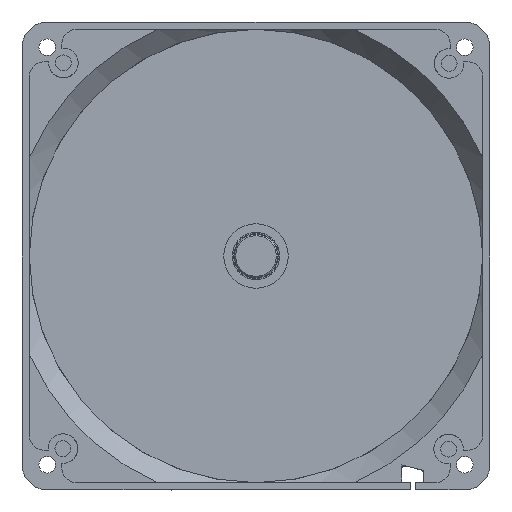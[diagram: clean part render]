
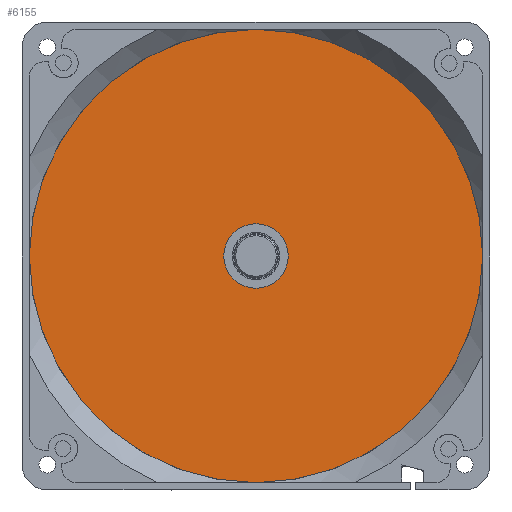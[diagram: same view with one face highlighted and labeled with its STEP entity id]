
A CAD part, front view. The second image highlights one B-rep face of the part: STEP entity #6155.
In plain terms, the highlighted planar face has unit normal (0, -1, 0).
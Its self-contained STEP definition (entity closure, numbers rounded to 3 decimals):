
#64=DIRECTION('',(0.,0.,1.));
#65=VECTOR('',#64,43.836);
#66=CARTESIAN_POINT('',(-61.5,0.3,-21.918));
#67=LINE('',#66,#65);
#116=DIRECTION('',(0.,0.,-1.));
#117=VECTOR('',#116,43.836);
#118=CARTESIAN_POINT('',(61.5,0.3,21.918));
#119=LINE('',#118,#117);
#168=CARTESIAN_POINT('',(0.,0.3,0.));
#169=DIRECTION('',(0.,1.,0.));
#170=DIRECTION('',(0.814,0.,0.58));
#171=AXIS2_PLACEMENT_3D('',#168,#169,#170);
#178=CARTESIAN_POINT('',(60.,0.3,0.));
#179=DIRECTION('',(0.,1.,0.));
#180=DIRECTION('',(-0.179,0.,0.984));
#181=AXIS2_PLACEMENT_3D('',#178,#179,#180);
#202=CARTESIAN_POINT('',(0.,0.3,0.));
#203=DIRECTION('',(0.,1.,0.));
#204=DIRECTION('',(0.727,0.,0.686));
#205=AXIS2_PLACEMENT_3D('',#202,#203,#204);
#212=CARTESIAN_POINT('',(60.,0.3,0.));
#213=DIRECTION('',(0.,1.,0.));
#214=DIRECTION('',(-0.27,0.,0.963));
#215=AXIS2_PLACEMENT_3D('',#212,#213,#214);
#224=CARTESIAN_POINT('',(0.,0.3,0.));
#225=DIRECTION('',(0.,1.,0.));
#226=DIRECTION('',(0.336,0.,0.942));
#227=AXIS2_PLACEMENT_3D('',#224,#225,#226);
#242=DIRECTION('',(1.,0.,0.));
#243=VECTOR('',#242,43.836);
#244=CARTESIAN_POINT('',(-21.918,0.3,61.5));
#245=LINE('',#244,#243);
#294=CARTESIAN_POINT('',(0.,0.3,0.));
#295=DIRECTION('',(0.,1.,0.));
#296=DIRECTION('',(-0.58,0.,0.814));
#297=AXIS2_PLACEMENT_3D('',#294,#295,#296);
#304=CARTESIAN_POINT('',(0.,0.3,60.));
#305=DIRECTION('',(0.,1.,0.));
#306=DIRECTION('',(-0.984,0.,-0.179));
#307=AXIS2_PLACEMENT_3D('',#304,#305,#306);
#328=CARTESIAN_POINT('',(0.,0.3,0.));
#329=DIRECTION('',(0.,1.,0.));
#330=DIRECTION('',(-0.686,0.,0.727));
#331=AXIS2_PLACEMENT_3D('',#328,#329,#330);
#338=CARTESIAN_POINT('',(0.,0.3,60.));
#339=DIRECTION('',(0.,1.,0.));
#340=DIRECTION('',(-0.963,0.,-0.27));
#341=AXIS2_PLACEMENT_3D('',#338,#339,#340);
#350=CARTESIAN_POINT('',(0.,0.3,0.));
#351=DIRECTION('',(0.,1.,0.));
#352=DIRECTION('',(-0.942,0.,0.336));
#353=AXIS2_PLACEMENT_3D('',#350,#351,#352);
#392=CARTESIAN_POINT('',(0.,0.3,0.));
#393=DIRECTION('',(0.,1.,0.));
#394=DIRECTION('',(-0.727,0.,-0.686));
#395=AXIS2_PLACEMENT_3D('',#392,#393,#394);
#402=CARTESIAN_POINT('',(-60.,0.3,0.));
#403=DIRECTION('',(0.,1.,0.));
#404=DIRECTION('',(0.27,0.,-0.963));
#405=AXIS2_PLACEMENT_3D('',#402,#403,#404);
#414=CARTESIAN_POINT('',(0.,0.3,0.));
#415=DIRECTION('',(0.,1.,0.));
#416=DIRECTION('',(-0.336,0.,-0.942));
#417=AXIS2_PLACEMENT_3D('',#414,#415,#416);
#432=DIRECTION('',(-1.,0.,0.));
#433=VECTOR('',#432,43.836);
#434=CARTESIAN_POINT('',(21.918,0.3,-61.5));
#435=LINE('',#434,#433);
#484=CARTESIAN_POINT('',(0.,0.3,0.));
#485=DIRECTION('',(0.,1.,0.));
#486=DIRECTION('',(0.566,0.,-0.824));
#487=AXIS2_PLACEMENT_3D('',#484,#485,#486);
#494=CARTESIAN_POINT('',(0.,0.3,-60.));
#495=DIRECTION('',(0.,1.,0.));
#496=DIRECTION('',(0.986,0.,0.166));
#497=AXIS2_PLACEMENT_3D('',#494,#495,#496);
#518=CARTESIAN_POINT('',(0.,0.3,0.));
#519=DIRECTION('',(0.,1.,0.));
#520=DIRECTION('',(0.698,0.,-0.717));
#521=AXIS2_PLACEMENT_3D('',#518,#519,#520);
#528=CARTESIAN_POINT('',(0.,0.3,-60.));
#529=DIRECTION('',(0.,1.,0.));
#530=DIRECTION('',(0.96,0.,0.279));
#531=AXIS2_PLACEMENT_3D('',#528,#529,#530);
#540=CARTESIAN_POINT('',(0.,0.3,0.));
#541=DIRECTION('',(0.,1.,0.));
#542=DIRECTION('',(0.942,0.,-0.336));
#543=AXIS2_PLACEMENT_3D('',#540,#541,#542);
#4202=CARTESIAN_POINT('',(-60.,0.3,0.));
#4203=DIRECTION('',(0.,1.,0.));
#4204=DIRECTION('',(0.179,0.,-0.984));
#4205=AXIS2_PLACEMENT_3D('',#4202,#4203,#4204);
#4226=CARTESIAN_POINT('',(0.,0.3,0.));
#4227=DIRECTION('',(0.,1.,0.));
#4228=DIRECTION('',(-0.814,0.,-0.58));
#4229=AXIS2_PLACEMENT_3D('',#4226,#4227,#4228);
#4236=CARTESIAN_POINT('',(0.,0.3,0.));
#4237=DIRECTION('',(0.,-1.,0.));
#4238=DIRECTION('',(0.,0.,-1.));
#4239=AXIS2_PLACEMENT_3D('',#4236,#4237,#4238);
#4245=CARTESIAN_POINT('',(0.,0.3,0.));
#4246=DIRECTION('',(0.,-1.,0.));
#4247=DIRECTION('',(0.,0.,1.));
#4248=AXIS2_PLACEMENT_3D('',#4245,#4246,#4247);
#5821=CARTESIAN_POINT('',(61.5,0.3,21.918));
#5822=CARTESIAN_POINT('',(61.5,0.3,-21.918));
#5823=VERTEX_POINT('',#5821);
#5824=VERTEX_POINT('',#5822);
#5841=CARTESIAN_POINT('',(-21.918,0.3,61.5));
#5842=CARTESIAN_POINT('',(21.918,0.3,61.5));
#5843=VERTEX_POINT('',#5841);
#5844=VERTEX_POINT('',#5842);
#5851=CARTESIAN_POINT('',(47.503,0.3,44.789));
#5852=VERTEX_POINT('',#5851);
#5853=CARTESIAN_POINT('',(47.461,0.3,44.777));
#5854=CARTESIAN_POINT('',(53.128,0.3,37.882));
#5855=VERTEX_POINT('',#5853);
#5856=VERTEX_POINT('',#5854);
#5857=CARTESIAN_POINT('',(53.17,0.3,37.889));
#5858=VERTEX_POINT('',#5857);
#5859=CARTESIAN_POINT('',(-37.889,0.3,53.17));
#5860=VERTEX_POINT('',#5859);
#5861=CARTESIAN_POINT('',(-37.882,0.3,53.128));
#5862=VERTEX_POINT('',#5861);
#5863=CARTESIAN_POINT('',(-44.777,0.3,47.461));
#5864=VERTEX_POINT('',#5863);
#5865=CARTESIAN_POINT('',(-44.789,0.3,47.503));
#5866=VERTEX_POINT('',#5865);
#5867=CARTESIAN_POINT('',(-61.5,0.3,21.918));
#5868=VERTEX_POINT('',#5867);
#5869=CARTESIAN_POINT('',(-61.5,0.3,-21.918));
#5870=VERTEX_POINT('',#5869);
#5887=CARTESIAN_POINT('',(21.918,0.3,-61.5));
#5888=CARTESIAN_POINT('',(-21.918,0.3,-61.5));
#5889=VERTEX_POINT('',#5887);
#5890=VERTEX_POINT('',#5888);
#5897=CARTESIAN_POINT('',(-47.503,0.3,-44.789));
#5898=VERTEX_POINT('',#5897);
#5899=CARTESIAN_POINT('',(-47.461,0.3,-44.777));
#5900=CARTESIAN_POINT('',(-53.128,0.3,-37.882));
#5901=VERTEX_POINT('',#5899);
#5902=VERTEX_POINT('',#5900);
#5903=CARTESIAN_POINT('',(-53.17,0.3,-37.889));
#5904=VERTEX_POINT('',#5903);
#5905=CARTESIAN_POINT('',(36.984,0.3,-53.803));
#5906=VERTEX_POINT('',#5905);
#5907=CARTESIAN_POINT('',(36.977,0.3,-53.761));
#5908=VERTEX_POINT('',#5907);
#5909=CARTESIAN_POINT('',(45.513,0.3,-46.756));
#5910=VERTEX_POINT('',#5909);
#5911=CARTESIAN_POINT('',(45.525,0.3,-46.799));
#5912=VERTEX_POINT('',#5911);
#5935=CARTESIAN_POINT('',(0.,0.3,-8.75));
#5936=CARTESIAN_POINT('',(0.,0.3,8.75));
#5937=VERTEX_POINT('',#5935);
#5938=VERTEX_POINT('',#5936);
#6095=CARTESIAN_POINT('',(0.,0.3,0.));
#6096=DIRECTION('',(0.,1.,0.));
#6097=DIRECTION('',(0.,0.,-1.));
#6098=AXIS2_PLACEMENT_3D('',#6095,#6096,#6097);
#6099=PLANE('',#6098);
#6101=ORIENTED_EDGE('',*,*,#6100,.T.);
#6103=ORIENTED_EDGE('',*,*,#6102,.T.);
#6105=ORIENTED_EDGE('',*,*,#6104,.F.);
#6107=ORIENTED_EDGE('',*,*,#6106,.T.);
#6109=ORIENTED_EDGE('',*,*,#6108,.T.);
#6111=ORIENTED_EDGE('',*,*,#6110,.T.);
#6113=ORIENTED_EDGE('',*,*,#6112,.T.);
#6115=ORIENTED_EDGE('',*,*,#6114,.T.);
#6117=ORIENTED_EDGE('',*,*,#6116,.F.);
#6119=ORIENTED_EDGE('',*,*,#6118,.T.);
#6121=ORIENTED_EDGE('',*,*,#6120,.T.);
#6123=ORIENTED_EDGE('',*,*,#6122,.T.);
#6124=ORIENTED_EDGE('',*,*,#6054,.T.);
#6126=ORIENTED_EDGE('',*,*,#6125,.T.);
#6128=ORIENTED_EDGE('',*,*,#6127,.F.);
#6130=ORIENTED_EDGE('',*,*,#6129,.T.);
#6132=ORIENTED_EDGE('',*,*,#6131,.T.);
#6134=ORIENTED_EDGE('',*,*,#6133,.T.);
#6136=ORIENTED_EDGE('',*,*,#6135,.T.);
#6138=ORIENTED_EDGE('',*,*,#6137,.T.);
#6140=ORIENTED_EDGE('',*,*,#6139,.F.);
#6142=ORIENTED_EDGE('',*,*,#6141,.T.);
#6144=ORIENTED_EDGE('',*,*,#6143,.T.);
#6146=ORIENTED_EDGE('',*,*,#6145,.T.);
#6147=EDGE_LOOP('',(#6101,#6103,#6105,#6107,#6109,#6111,#6113,#6115,#6117,#6119,
#6121,#6123,#6124,#6126,#6128,#6130,#6132,#6134,#6136,#6138,#6140,#6142,#6144,
#6146));
#6148=FACE_OUTER_BOUND('',#6147,.F.);
#6150=ORIENTED_EDGE('',*,*,#6149,.T.);
#6152=ORIENTED_EDGE('',*,*,#6151,.T.);
#6153=EDGE_LOOP('',(#6150,#6152));
#6154=FACE_BOUND('',#6153,.F.);
#6155=ADVANCED_FACE('',(#6148,#6154),#6099,.F.);
#172=CIRCLE('',#171,65.289);
#182=CIRCLE('',#181,38.5);
#206=CIRCLE('',#205,65.25);
#216=CIRCLE('',#215,46.5);
#228=CIRCLE('',#227,65.289);
#298=CIRCLE('',#297,65.289);
#308=CIRCLE('',#307,38.5);
#332=CIRCLE('',#331,65.25);
#342=CIRCLE('',#341,46.5);
#354=CIRCLE('',#353,65.289);
#396=CIRCLE('',#395,65.25);
#406=CIRCLE('',#405,46.5);
#418=CIRCLE('',#417,65.289);
#488=CIRCLE('',#487,65.289);
#498=CIRCLE('',#497,37.5);
#522=CIRCLE('',#521,65.25);
#532=CIRCLE('',#531,47.4);
#544=CIRCLE('',#543,65.289);
#4206=CIRCLE('',#4205,38.5);
#4230=CIRCLE('',#4229,65.289);
#4240=CIRCLE('',#4239,8.75);
#4249=CIRCLE('',#4248,8.75);
#6054=EDGE_CURVE('',#5870,#5868,#67,.T.);
#6100=EDGE_CURVE('',#5823,#5824,#119,.T.);
#6102=EDGE_CURVE('',#5824,#5912,#544,.T.);
#6104=EDGE_CURVE('',#5910,#5912,#532,.T.);
#6106=EDGE_CURVE('',#5910,#5908,#522,.T.);
#6108=EDGE_CURVE('',#5908,#5906,#498,.T.);
#6110=EDGE_CURVE('',#5906,#5889,#488,.T.);
#6112=EDGE_CURVE('',#5889,#5890,#435,.T.);
#6114=EDGE_CURVE('',#5890,#5898,#418,.T.);
#6116=EDGE_CURVE('',#5901,#5898,#406,.T.);
#6118=EDGE_CURVE('',#5901,#5902,#396,.T.);
#6120=EDGE_CURVE('',#5902,#5904,#4206,.T.);
#6122=EDGE_CURVE('',#5904,#5870,#4230,.T.);
#6125=EDGE_CURVE('',#5868,#5866,#354,.T.);
#6127=EDGE_CURVE('',#5864,#5866,#342,.T.);
#6129=EDGE_CURVE('',#5864,#5862,#332,.T.);
#6131=EDGE_CURVE('',#5862,#5860,#308,.T.);
#6133=EDGE_CURVE('',#5860,#5843,#298,.T.);
#6135=EDGE_CURVE('',#5843,#5844,#245,.T.);
#6137=EDGE_CURVE('',#5844,#5852,#228,.T.);
#6139=EDGE_CURVE('',#5855,#5852,#216,.T.);
#6141=EDGE_CURVE('',#5855,#5856,#206,.T.);
#6143=EDGE_CURVE('',#5856,#5858,#182,.T.);
#6145=EDGE_CURVE('',#5858,#5823,#172,.T.);
#6149=EDGE_CURVE('',#5937,#5938,#4240,.T.);
#6151=EDGE_CURVE('',#5938,#5937,#4249,.T.);
